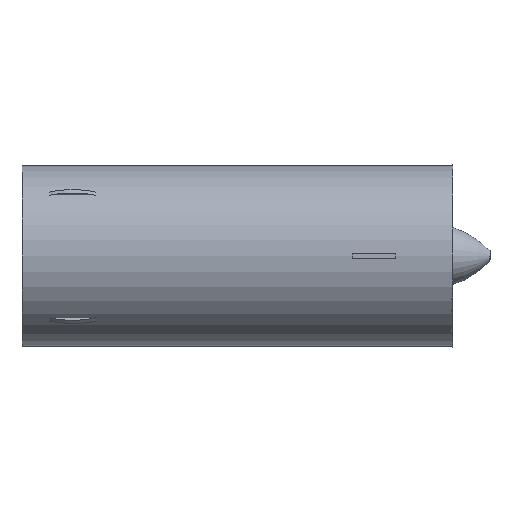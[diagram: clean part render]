
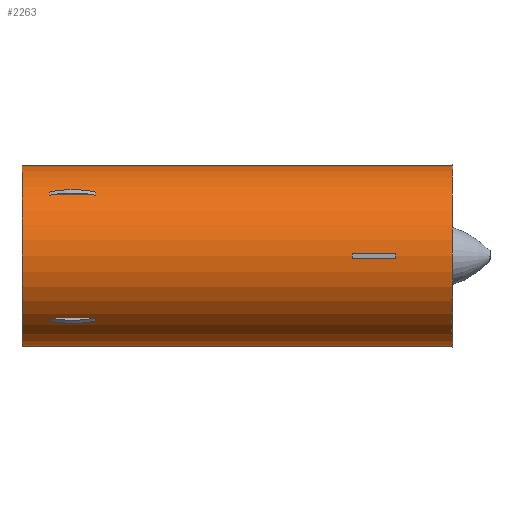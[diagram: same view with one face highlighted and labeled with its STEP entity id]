
A CAD part, left-side view. The second image highlights one B-rep face of the part: STEP entity #2263.
In plain terms, the highlighted cylindrical face has radius 42 mm (diameter 84 mm), a full revolution.
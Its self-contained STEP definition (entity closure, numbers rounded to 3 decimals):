
#2263=ADVANCED_FACE('',(#10476,#10478,#10480),#10482,.T.);
#10476=FACE_OUTER_BOUND('',#10477,.T.);
#10477=EDGE_LOOP('',(#15270));
#10478=FACE_BOUND('',#10479,.T.);
#10479=EDGE_LOOP('',(#15271,#15272));
#10480=FACE_BOUND('',#10481,.T.);
#10481=EDGE_LOOP('',(#15273,#15274,#15275,#15276));
#10482=CYLINDRICAL_SURFACE('',#10483,42.);
#10483=AXIS2_PLACEMENT_3D('',#10484,#10485,#10486);
#10484=CARTESIAN_POINT('',(0.,200.,0.));
#10485=DIRECTION('',(-0.,-1.,-0.));
#10486=DIRECTION('',(0.,0.,-1.));
#15270=ORIENTED_EDGE('',*,*,#18004,.F.);
#15271=ORIENTED_EDGE('',*,*,#18005,.T.);
#15272=ORIENTED_EDGE('',*,*,#18006,.T.);
#15273=ORIENTED_EDGE('',*,*,#18007,.T.);
#15274=ORIENTED_EDGE('',*,*,#18008,.T.);
#15275=ORIENTED_EDGE('',*,*,#18009,.T.);
#15276=ORIENTED_EDGE('',*,*,#18010,.T.);
#18004=EDGE_CURVE('',#19640,#19640,#19641,.T.);
#18005=EDGE_CURVE('',#19642,#19643,#19644,.T.);
#18006=EDGE_CURVE('',#19643,#19642,#19645,.T.);
#18007=EDGE_CURVE('',#19646,#19647,#19648,.T.);
#18008=EDGE_CURVE('',#19647,#19649,#19650,.F.);
#18009=EDGE_CURVE('',#19649,#19651,#19652,.F.);
#18010=EDGE_CURVE('',#19651,#19646,#19653,.T.);
#19640=VERTEX_POINT('',#23141);
#19641=CIRCLE('',#23142,42.);
#19642=VERTEX_POINT('',#23146);
#19643=VERTEX_POINT('',#23147);
#19644=CIRCLE('',#23148,42.);
#19645=CIRCLE('',#23152,42.);
#19646=VERTEX_POINT('',#23156);
#19647=VERTEX_POINT('',#23157);
#19648=CIRCLE('',#23158,42.);
#19649=VERTEX_POINT('',#23162);
#19650=LINE('',#23163,#23164);
#19651=VERTEX_POINT('',#23166);
#19652=CIRCLE('',#23167,42.);
#19653=LINE('',#23171,#23172);
#23141=CARTESIAN_POINT('',(0.,200.,-42.));
#23142=AXIS2_PLACEMENT_3D('',#23143,#23144,#23145);
#23143=CARTESIAN_POINT('',(0.,200.,0.));
#23144=DIRECTION('',(0.,1.,0.));
#23145=DIRECTION('',(0.,0.,1.));
#23146=CARTESIAN_POINT('',(0.,0.,42.));
#23147=CARTESIAN_POINT('',(0.,0.,-42.));
#23148=AXIS2_PLACEMENT_3D('',#23149,#23150,#23151);
#23149=CARTESIAN_POINT('',(0.,0.,0.));
#23150=DIRECTION('',(-0.,1.,0.));
#23151=DIRECTION('',(0.,0.,1.));
#23152=AXIS2_PLACEMENT_3D('',#23153,#23154,#23155);
#23153=CARTESIAN_POINT('',(0.,0.,0.));
#23154=DIRECTION('',(-0.,1.,0.));
#23155=DIRECTION('',(0.,-0.,-1.));
#23156=CARTESIAN_POINT('',(39.102,113.,-15.33));
#23157=CARTESIAN_POINT('',(39.102,113.,15.33));
#23158=AXIS2_PLACEMENT_3D('',#23159,#23160,#23161);
#23159=CARTESIAN_POINT('',(0.,113.,0.));
#23160=DIRECTION('',(0.,-1.,0.));
#23161=DIRECTION('',(0.931,0.,-0.365));
#23162=CARTESIAN_POINT('',(39.102,198.,15.33));
#23163=CARTESIAN_POINT('',(39.102,198.,15.33));
#23164=VECTOR('',#23165,1.);
#23165=DIRECTION('',(0.,-1.,0.));
#23166=CARTESIAN_POINT('',(39.102,198.,-15.33));
#23167=AXIS2_PLACEMENT_3D('',#23168,#23169,#23170);
#23168=CARTESIAN_POINT('',(0.,198.,0.));
#23169=DIRECTION('',(0.,-1.,0.));
#23170=DIRECTION('',(0.931,0.,-0.365));
#23171=CARTESIAN_POINT('',(39.102,198.,-15.33));
#23172=VECTOR('',#23173,1.);
#23173=DIRECTION('',(0.,-1.,0.));
